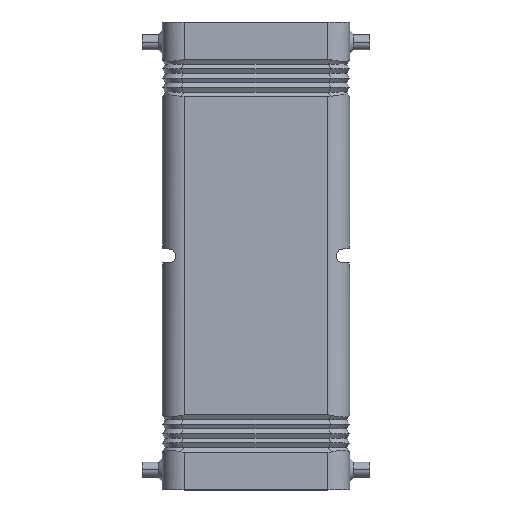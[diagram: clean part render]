
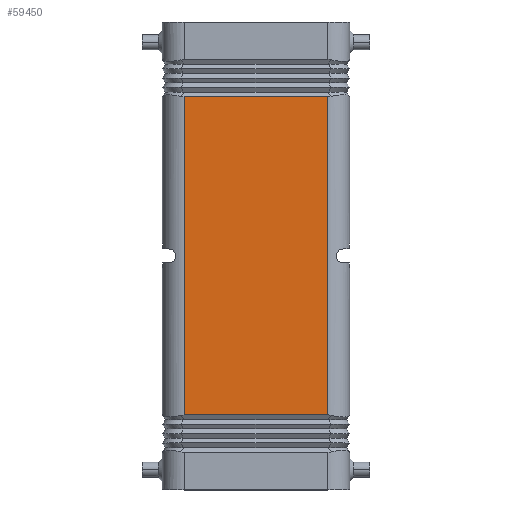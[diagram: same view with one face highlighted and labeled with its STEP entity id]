
A CAD part, top view. The second image highlights one B-rep face of the part: STEP entity #59450.
In plain terms, the highlighted planar face has unit normal (0, 0, 1).
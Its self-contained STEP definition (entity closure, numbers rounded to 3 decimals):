
#42910=CARTESIAN_POINT('',(28.761,113.799,21.5));
#42920=VERTEX_POINT('',#42910);
#42950=CARTESIAN_POINT('',(28.761,0.,21.5));
#42960=DIRECTION('',(0.,1.,0.));
#42970=VECTOR('',#42960,1.);
#42980=LINE('',#42950,#42970);
#42990=CARTESIAN_POINT('',(28.761,11.799,21.5));
#43000=VERTEX_POINT('',#42990);
#43010=EDGE_CURVE('',#43000,#42920,#42980,.T.);
#59150=CARTESIAN_POINT('',(81.198,137.799,21.5));
#59160=DIRECTION('',(0.,0.,1.));
#59170=DIRECTION('',(-1.,0.,0.));
#59180=AXIS2_PLACEMENT_3D('',#59150,#59160,#59170);
#59190=PLANE('',#59180);
#59200=CARTESIAN_POINT('',(0.,113.799,21.5));
#59210=DIRECTION('',(1.,0.,0.));
#59220=VECTOR('',#59210,1.);
#59230=LINE('',#59200,#59220);
#59240=CARTESIAN_POINT('',(74.761,113.799,21.5));
#59250=VERTEX_POINT('',#59240);
#59260=EDGE_CURVE('',#42920,#59250,#59230,.T.);
#59270=ORIENTED_EDGE('',*,*,#59260,.F.);
#59280=CARTESIAN_POINT('',(74.761,0.,21.5));
#59290=DIRECTION('',(0.,1.,0.));
#59300=VECTOR('',#59290,1.);
#59310=LINE('',#59280,#59300);
#59320=CARTESIAN_POINT('',(74.761,11.799,21.5));
#59330=VERTEX_POINT('',#59320);
#59340=EDGE_CURVE('',#59330,#59250,#59310,.T.);
#59350=ORIENTED_EDGE('',*,*,#59340,.T.);
#59360=CARTESIAN_POINT('',(0.,11.799,21.5));
#59370=DIRECTION('',(1.,0.,0.));
#59380=VECTOR('',#59370,1.);
#59390=LINE('',#59360,#59380);
#59400=EDGE_CURVE('',#43000,#59330,#59390,.T.);
#59410=ORIENTED_EDGE('',*,*,#59400,.T.);
#59420=ORIENTED_EDGE('',*,*,#43010,.F.);
#59430=EDGE_LOOP('',(#59420,#59410,#59350,#59270));
#59440=FACE_OUTER_BOUND('',#59430,.T.);
#59450=ADVANCED_FACE('',(#59440),#59190,.T.);
